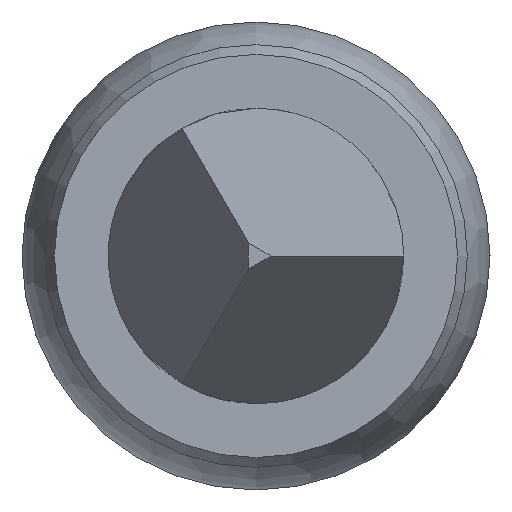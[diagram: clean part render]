
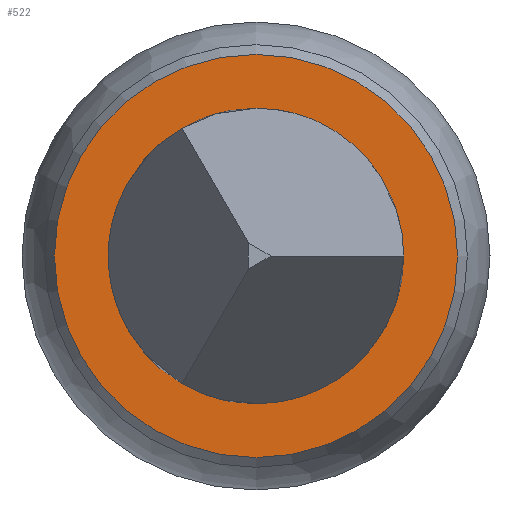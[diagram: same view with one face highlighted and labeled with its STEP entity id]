
A CAD part, left-side view. The second image highlights one B-rep face of the part: STEP entity #522.
In plain terms, the highlighted planar face has unit normal (-1, 0, 0).
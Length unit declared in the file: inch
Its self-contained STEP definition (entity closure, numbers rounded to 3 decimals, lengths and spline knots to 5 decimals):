
#14 = DIRECTION ( 'NONE',  ( 0., 0., 1. ) ) ;
#28 = VERTEX_POINT ( 'NONE', #487 ) ;
#80 = EDGE_LOOP ( 'NONE', ( #272 ) ) ;
#84 = DIRECTION ( 'NONE',  ( 1., 0., 0. ) ) ;
#146 = DIRECTION ( 'NONE',  ( 0., 0., -1. ) ) ;
#180 = DIRECTION ( 'NONE',  ( -1., 0., 0. ) ) ;
#187 = EDGE_CURVE ( 'NONE', #28, #28, #440, .T. ) ;
#201 = EDGE_CURVE ( 'NONE', #670, #670, #608, .T. ) ;
#272 = ORIENTED_EDGE ( 'NONE', *, *, #201, .F. ) ;
#278 = CARTESIAN_POINT ( 'NONE',  ( 0.00175, 0., 0. ) ) ;
#325 = CARTESIAN_POINT ( 'NONE',  ( 0.00175, 0., 0.00972 ) ) ;
#327 = DIRECTION ( 'NONE',  ( -1., 0., 0. ) ) ;
#375 = CARTESIAN_POINT ( 'NONE',  ( 0.00175, 0., 0. ) ) ;
#396 = DIRECTION ( 'NONE',  ( 0., 0., 1. ) ) ;
#413 = ORIENTED_EDGE ( 'NONE', *, *, #187, .F. ) ;
#440 = CIRCLE ( 'NONE', #553, 0.01327 ) ;
#457 = PLANE ( 'NONE',  #505 ) ;
#461 = EDGE_LOOP ( 'NONE', ( #413 ) ) ;
#470 = AXIS2_PLACEMENT_3D ( 'NONE', #655, #327, #396 ) ;
#487 = CARTESIAN_POINT ( 'NONE',  ( 0.00175, 0., -0.01327 ) ) ;
#505 = AXIS2_PLACEMENT_3D ( 'NONE', #375, #180, #14 ) ;
#522 = ADVANCED_FACE ( 'NONE', ( #675, #657 ), #457, .T. ) ;
#553 = AXIS2_PLACEMENT_3D ( 'NONE', #278, #84, #146 ) ;
#608 = CIRCLE ( 'NONE', #470, 0.00972 ) ;
#655 = CARTESIAN_POINT ( 'NONE',  ( 0.00175, 0., 0. ) ) ;
#657 = FACE_OUTER_BOUND ( 'NONE', #461, .T. ) ;
#670 = VERTEX_POINT ( 'NONE', #325 ) ;
#675 = FACE_BOUND ( 'NONE', #80, .T. ) ;
